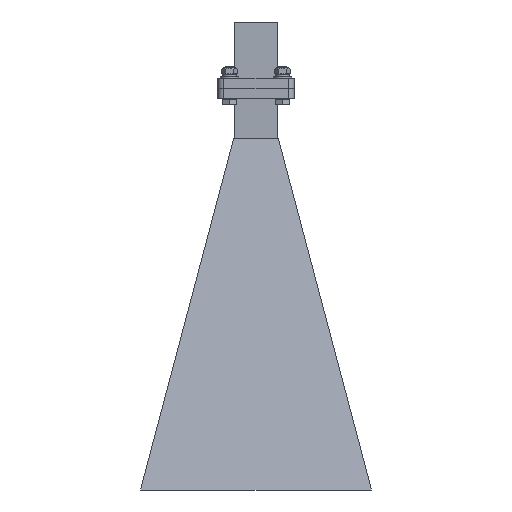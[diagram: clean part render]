
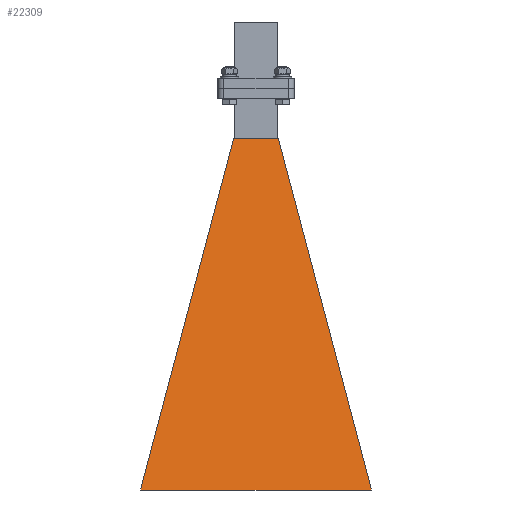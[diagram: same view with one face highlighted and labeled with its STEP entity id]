
A CAD part, front view. The second image highlights one B-rep face of the part: STEP entity #22309.
In plain terms, the highlighted planar face has unit normal (0, -0.98, 0.197).
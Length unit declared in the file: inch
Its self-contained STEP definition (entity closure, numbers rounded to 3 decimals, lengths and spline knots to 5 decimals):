
#359 = FACE_OUTER_BOUND ( 'NONE', #1805, .T. ) ;
#704 = VECTOR ( 'NONE', #21874, 39.37008 ) ;
#991 = LINE ( 'NONE', #4436, #11112 ) ;
#1242 = VECTOR ( 'NONE', #23208, 39.37008 ) ;
#1262 = VECTOR ( 'NONE', #2414, 39.37008 ) ;
#1805 = EDGE_LOOP ( 'NONE', ( #24400, #8342, #16149, #18569 ) ) ;
#2032 = CARTESIAN_POINT ( 'NONE',  ( -3.9563, -0.50707, -8.52362 ) ) ;
#2414 = DIRECTION ( 'NONE',  ( 1., 0., 0. ) ) ;
#3649 = CARTESIAN_POINT ( 'NONE',  ( -1.25551, 0.87876, -1.63386 ) ) ;
#4436 = CARTESIAN_POINT ( 'NONE',  ( -1.25551, 0.87876, -1.63386 ) ) ;
#5257 = EDGE_CURVE ( 'NONE', #19889, #6158, #24297, .T. ) ;
#5725 = CARTESIAN_POINT ( 'NONE',  ( -3.9563, -0.50707, -8.52362 ) ) ;
#6154 = AXIS2_PLACEMENT_3D ( 'NONE', #19854, #21883, #22016 ) ;
#6158 = VERTEX_POINT ( 'NONE', #2032 ) ;
#7080 = VERTEX_POINT ( 'NONE', #3649 ) ;
#8342 = ORIENTED_EDGE ( 'NONE', *, *, #14639, .T. ) ;
#8567 = CARTESIAN_POINT ( 'NONE',  ( -2.12953, 0.87876, -1.63386 ) ) ;
#9373 = EDGE_CURVE ( 'NONE', #7080, #10002, #991, .T. ) ;
#10002 = VERTEX_POINT ( 'NONE', #22330 ) ;
#11112 = VECTOR ( 'NONE', #19988, 39.37008 ) ;
#14639 = EDGE_CURVE ( 'NONE', #6158, #10002, #15479, .T. ) ;
#15479 = LINE ( 'NONE', #5725, #1262 ) ;
#16149 = ORIENTED_EDGE ( 'NONE', *, *, #9373, .F. ) ;
#16244 = CARTESIAN_POINT ( 'NONE',  ( -2.12953, 0.87876, -1.63386 ) ) ;
#17115 = EDGE_CURVE ( 'NONE', #19889, #7080, #25131, .T. ) ;
#18569 = ORIENTED_EDGE ( 'NONE', *, *, #17115, .F. ) ;
#19854 = CARTESIAN_POINT ( 'NONE',  ( -1.69252, -0.44354, -8.20776 ) ) ;
#19889 = VERTEX_POINT ( 'NONE', #8567 ) ;
#19988 = DIRECTION ( 'NONE',  ( 0.252, -0.191, -0.949 ) ) ;
#21769 = PLANE ( 'NONE',  #6154 ) ;
#21874 = DIRECTION ( 'NONE',  ( -0.252, -0.191, -0.949 ) ) ;
#21883 = DIRECTION ( 'NONE',  ( 0., -0.98, 0.197 ) ) ;
#22016 = DIRECTION ( 'NONE',  ( -1., 0., 0. ) ) ;
#22309 = ADVANCED_FACE ( 'NONE', ( #359 ), #21769, .T. ) ;
#22330 = CARTESIAN_POINT ( 'NONE',  ( 0.57126, -0.50707, -8.52362 ) ) ;
#23208 = DIRECTION ( 'NONE',  ( 1., 0., 0. ) ) ;
#24297 = LINE ( 'NONE', #16244, #704 ) ;
#24400 = ORIENTED_EDGE ( 'NONE', *, *, #5257, .T. ) ;
#24888 = CARTESIAN_POINT ( 'NONE',  ( -2.12953, 0.87876, -1.63386 ) ) ;
#25131 = LINE ( 'NONE', #24888, #1242 ) ;
